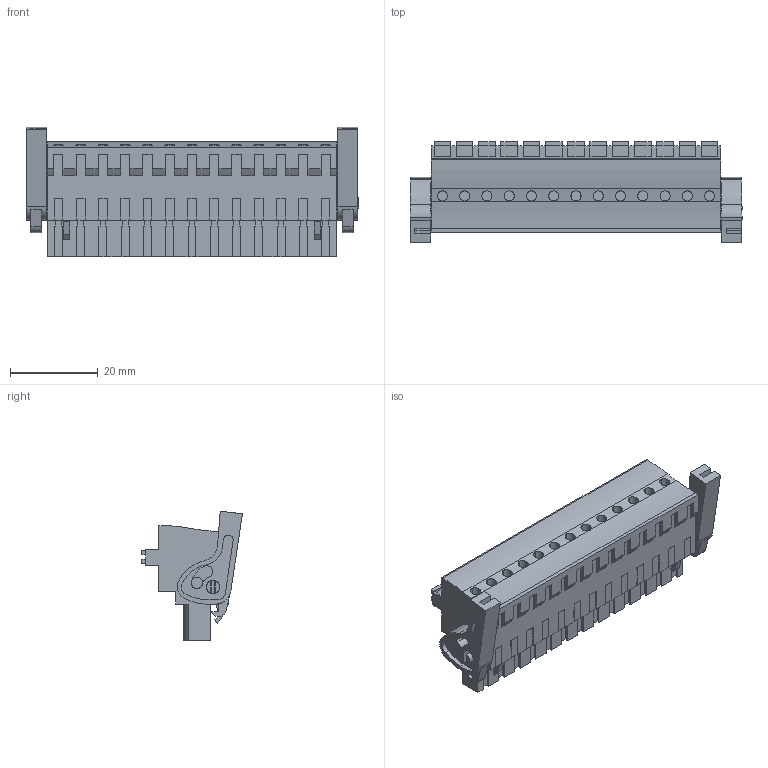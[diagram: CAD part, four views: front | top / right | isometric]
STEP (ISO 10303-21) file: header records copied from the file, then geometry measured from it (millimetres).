
FILE_DESCRIPTION(('CATIA V5 STEP Exchange','CAx-IF Rec.Pracs.--- Model Styling and Organization---1.2---2011-12-15'),'2;1');
FILE_NAME ('D1461202_0_1983190000_1983190000.stp','2017-10-30T15:44:11+00:00',('none'),('Weidmueller'),'CATIA Version 5-6 Release 2014','CATIA V5 STEP AP214','none');
FILE_SCHEMA(('AUTOMOTIVE_DESIGN { 1 0 10303 214 1 1 1 1 }'));
Length unit declared in the file: millimetre
Products named in the file (1): 1983190000
Bounding box: 75.74 x 23.02 x 29.52 mm (x, y, z)
Volume: 20611.1 mm3; surface area: 11227.8 mm2
Topology: 16 solids, 16 shells, 1024 faces, 2838 edges, 1910 vertices
Faces by surface type: plane 827, cylinder 197
Entity records: 29671 total; most frequent: ORIENTED_EDGE 5676, CARTESIAN_POINT 5571, DIRECTION 3770, EDGE_CURVE 2838, VECTOR 2420, LINE 2420, VERTEX_POINT 1910, EDGE_LOOP 1096
